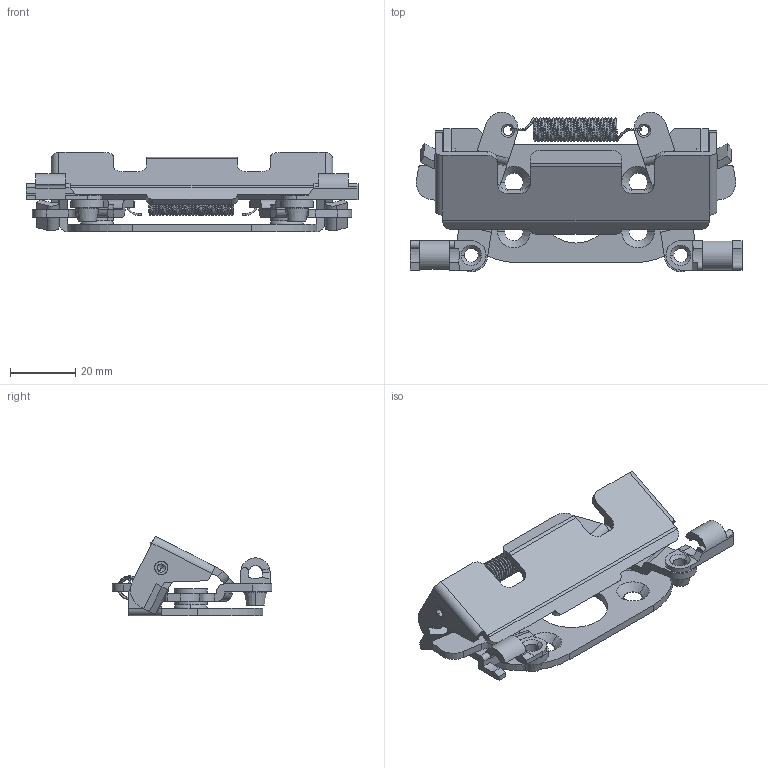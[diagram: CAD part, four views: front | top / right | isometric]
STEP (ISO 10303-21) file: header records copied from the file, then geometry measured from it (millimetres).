
FILE_DESCRIPTION (( 'STEP AP203' ), '1' );
FILE_NAME ('sone3D.STEP', '2014-12-09T00:16:53', ( '' ), ( '' ), 'SwSTEP 2.0', 'SolidWorks 2012', '' );
FILE_SCHEMA (( 'CONFIG_CONTROL_DESIGN' ));
Length unit declared in the file: millimetre
Products named in the file (10): sone3D; C-871-2-S抜晅僺儞B; C-871-2-S抜晅僺儞A; C-871-2-Sスプリング(セット); AC-25-Q-14__公開用; C-871-2-S儕儞僋傾乕儉B; C-871-2-S僗儁乕僒乕; C-871-2-S儕儞僋傾乕儉A; C-871-2-S押し板; C-871-2-S取付ベース
Assembly tree (13 placements, depth 2):
  sone3D
    C-871-2-S取付ベース
    C-871-2-S押し板
    C-871-2-S儕儞僋傾乕儉A
    C-871-2-S僗儁乕僒乕  x2
    C-871-2-S儕儞僋傾乕儉B
    AC-25-Q-14__公開用  x2
    C-871-2-Sスプリング(セット)
    C-871-2-S抜晅僺儞A  x2
    C-871-2-S抜晅僺儞B  x2
Bounding box: 101.5 x 48.75 x 24.27 mm (x, y, z)
Volume: 16441.5 mm3; surface area: 19668.9 mm2
Topology: 13 solids, 13 shells, 359 faces, 909 edges, 586 vertices
Faces by surface type: plane 154, cylinder 153, cone 32, torus 12, bspline 8
Entity records: 15614 total; most frequent: CARTESIAN_POINT 7065, DIRECTION 1625, ORIENTED_EDGE 1502, EDGE_CURVE 751, AXIS2_PLACEMENT_3D 600, VERTEX_POINT 488, VECTOR 425, LINE 425
